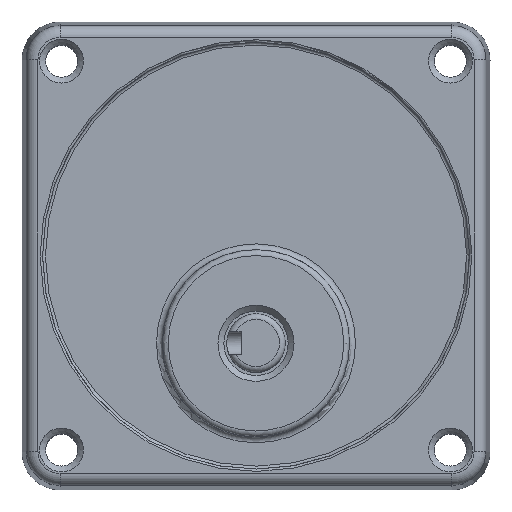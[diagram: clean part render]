
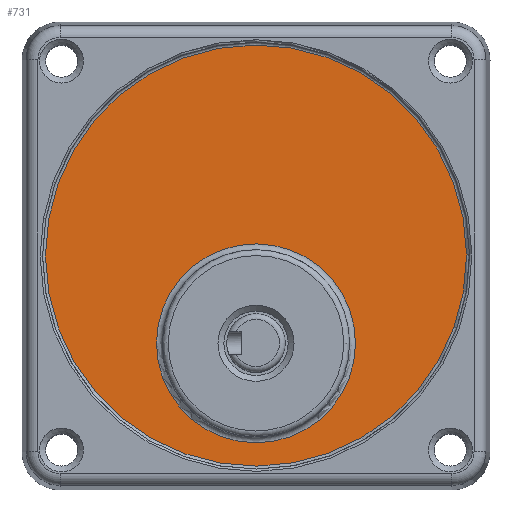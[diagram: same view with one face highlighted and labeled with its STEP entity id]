
A CAD part, top view. The second image highlights one B-rep face of the part: STEP entity #731.
In plain terms, the highlighted planar face has unit normal (0, 0, 1).
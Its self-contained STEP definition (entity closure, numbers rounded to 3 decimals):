
#47=PLANE('',#824);
#90=CIRCLE('',#825,35.991);
#91=CIRCLE('',#826,35.991);
#92=CIRCLE('',#827,17.);
#93=CIRCLE('',#828,17.);
#209=ORIENTED_EDGE('',*,*,#357,.T.);
#210=ORIENTED_EDGE('',*,*,#358,.T.);
#211=ORIENTED_EDGE('',*,*,#359,.T.);
#212=ORIENTED_EDGE('',*,*,#360,.T.);
#213=ORIENTED_EDGE('',*,*,#361,.T.);
#214=ORIENTED_EDGE('',*,*,#362,.T.);
#215=ORIENTED_EDGE('',*,*,#363,.T.);
#216=ORIENTED_EDGE('',*,*,#364,.T.);
#357=EDGE_CURVE('',#435,#436,#490,.T.);
#358=EDGE_CURVE('',#436,#437,#90,.T.);
#359=EDGE_CURVE('',#437,#438,#491,.T.);
#360=EDGE_CURVE('',#438,#435,#91,.T.);
#361=EDGE_CURVE('',#439,#440,#492,.T.);
#362=EDGE_CURVE('',#440,#441,#92,.T.);
#363=EDGE_CURVE('',#441,#442,#493,.T.);
#364=EDGE_CURVE('',#442,#439,#93,.T.);
#435=VERTEX_POINT('',#1242);
#436=VERTEX_POINT('',#1243);
#437=VERTEX_POINT('',#1245);
#438=VERTEX_POINT('',#1247);
#439=VERTEX_POINT('',#1250);
#440=VERTEX_POINT('',#1251);
#441=VERTEX_POINT('',#1253);
#442=VERTEX_POINT('',#1255);
#490=LINE('',#1241,#527);
#491=LINE('',#1246,#528);
#492=LINE('',#1249,#529);
#493=LINE('',#1254,#530);
#527=VECTOR('',#1006,1000.);
#528=VECTOR('',#1009,1000.);
#529=VECTOR('',#1012,1000.);
#530=VECTOR('',#1015,1000.);
#570=EDGE_LOOP('',(#209,#210,#211,#212));
#571=EDGE_LOOP('',(#213,#214,#215,#216));
#649=FACE_BOUND('',#570,.T.);
#650=FACE_BOUND('',#571,.T.);
#731=ADVANCED_FACE('',(#649,#650),#47,.T.);
#824=AXIS2_PLACEMENT_3D('',#1240,#1004,#1005);
#825=AXIS2_PLACEMENT_3D('',#1244,#1007,#1008);
#826=AXIS2_PLACEMENT_3D('',#1248,#1010,#1011);
#827=AXIS2_PLACEMENT_3D('',#1252,#1013,#1014);
#828=AXIS2_PLACEMENT_3D('',#1256,#1016,#1017);
#1004=DIRECTION('',(0.,0.,1.));
#1005=DIRECTION('',(1.,0.,0.));
#1006=DIRECTION('',(0.004,-1.,0.));
#1007=DIRECTION('',(0.,0.,1.));
#1008=DIRECTION('',(-1.,-0.008,0.));
#1009=DIRECTION('',(-0.004,1.,0.));
#1010=DIRECTION('',(0.,0.,1.));
#1011=DIRECTION('',(1.,0.008,0.));
#1012=DIRECTION('',(-0.007,-1.,0.));
#1013=DIRECTION('',(0.,0.,-1.));
#1014=DIRECTION('',(1.,-0.013,0.));
#1015=DIRECTION('',(0.007,1.,0.));
#1016=DIRECTION('',(0.,0.,-1.));
#1017=DIRECTION('',(-1.,0.013,0.));
#1240=CARTESIAN_POINT('',(0.,0.,42.5));
#1241=CARTESIAN_POINT('',(-35.99,-0.293,42.5));
#1242=CARTESIAN_POINT('',(-35.991,0.,42.5));
#1243=CARTESIAN_POINT('',(-35.99,-0.293,42.5));
#1244=CARTESIAN_POINT('',(0.,0.,42.5));
#1245=CARTESIAN_POINT('',(35.991,0.,42.5));
#1246=CARTESIAN_POINT('',(35.99,0.293,42.5));
#1247=CARTESIAN_POINT('',(35.99,0.293,42.5));
#1248=CARTESIAN_POINT('',(0.,0.,42.5));
#1249=CARTESIAN_POINT('',(16.999,-15.222,42.5));
#1250=CARTESIAN_POINT('',(17.,-15.,42.5));
#1251=CARTESIAN_POINT('',(16.999,-15.222,42.5));
#1252=CARTESIAN_POINT('',(0.,-15.,42.5));
#1253=CARTESIAN_POINT('',(-17.,-15.,42.5));
#1254=CARTESIAN_POINT('',(-16.999,-14.778,42.5));
#1255=CARTESIAN_POINT('',(-16.999,-14.778,42.5));
#1256=CARTESIAN_POINT('',(0.,-15.,42.5));
